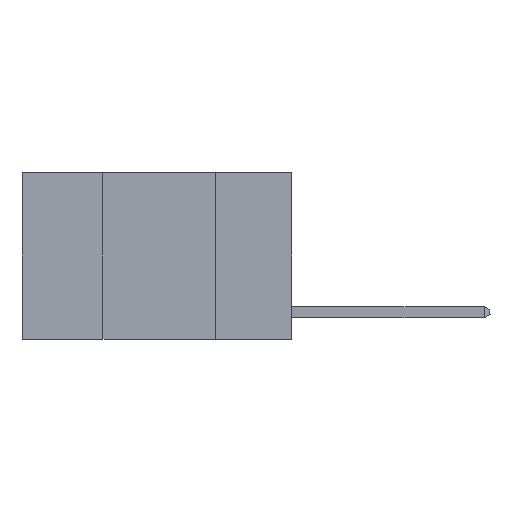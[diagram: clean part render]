
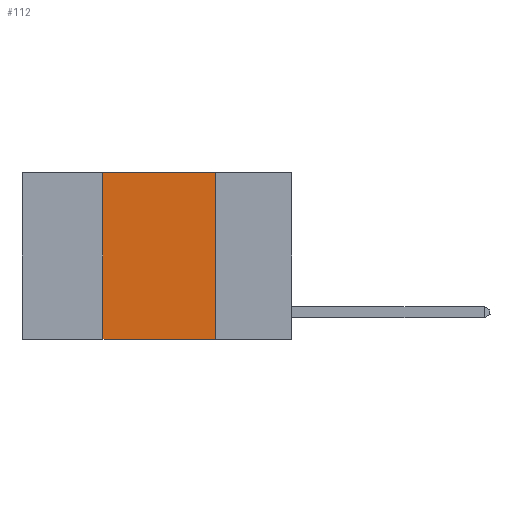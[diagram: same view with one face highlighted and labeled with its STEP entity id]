
A CAD part, left-side view. The second image highlights one B-rep face of the part: STEP entity #112.
In plain terms, the highlighted planar face has unit normal (-1, 0, 0).
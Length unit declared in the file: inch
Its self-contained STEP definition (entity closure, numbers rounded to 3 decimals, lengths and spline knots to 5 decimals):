
#112 = ADVANCED_FACE ( 'NONE', ( #6220 ), #4223, .F. ) ;
#194 = EDGE_CURVE ( 'NONE', #8565, #11600, #2306, .T. ) ;
#1228 = VECTOR ( 'NONE', #5815, 39.37008 ) ;
#1302 = CARTESIAN_POINT ( 'NONE',  ( 0., 0.17, 0. ) ) ;
#1332 = CARTESIAN_POINT ( 'NONE',  ( 0., 0.6, -0.37 ) ) ;
#1668 = AXIS2_PLACEMENT_3D ( 'NONE', #7530, #8421, #13172 ) ;
#1800 = CARTESIAN_POINT ( 'NONE',  ( 0., 0.42, 0. ) ) ;
#2306 = LINE ( 'NONE', #8911, #8461 ) ;
#2314 = CARTESIAN_POINT ( 'NONE',  ( 0., 0.42, -0.37 ) ) ;
#2456 = DIRECTION ( 'NONE',  ( 0., 0., -1. ) ) ;
#3595 = EDGE_CURVE ( 'NONE', #11600, #9631, #7806, .T. ) ;
#4223 = PLANE ( 'NONE',  #1668 ) ;
#4861 = CARTESIAN_POINT ( 'NONE',  ( 0., 0.17, -0.37 ) ) ;
#4996 = VECTOR ( 'NONE', #2456, 39.37008 ) ;
#5017 = ORIENTED_EDGE ( 'NONE', *, *, #9621, .T. ) ;
#5815 = DIRECTION ( 'NONE',  ( 0., -1., 0. ) ) ;
#6220 = FACE_OUTER_BOUND ( 'NONE', #9610, .T. ) ;
#6525 = ORIENTED_EDGE ( 'NONE', *, *, #12316, .F. ) ;
#6786 = DIRECTION ( 'NONE',  ( 0., -1., 0. ) ) ;
#7456 = DIRECTION ( 'NONE',  ( 0., 0., 1. ) ) ;
#7518 = LINE ( 'NONE', #1800, #11861 ) ;
#7530 = CARTESIAN_POINT ( 'NONE',  ( 0., 0.6, 0. ) ) ;
#7806 = LINE ( 'NONE', #9199, #4996 ) ;
#8404 = VERTEX_POINT ( 'NONE', #2314 ) ;
#8421 = DIRECTION ( 'NONE',  ( 1., 0., 0. ) ) ;
#8461 = VECTOR ( 'NONE', #6786, 39.37008 ) ;
#8565 = VERTEX_POINT ( 'NONE', #13915 ) ;
#8911 = CARTESIAN_POINT ( 'NONE',  ( 0., 0.6, 0. ) ) ;
#9157 = ORIENTED_EDGE ( 'NONE', *, *, #194, .F. ) ;
#9199 = CARTESIAN_POINT ( 'NONE',  ( 0., 0.17, 0. ) ) ;
#9610 = EDGE_LOOP ( 'NONE', ( #10843, #9157, #6525, #5017 ) ) ;
#9621 = EDGE_CURVE ( 'NONE', #8404, #9631, #11389, .T. ) ;
#9631 = VERTEX_POINT ( 'NONE', #4861 ) ;
#10843 = ORIENTED_EDGE ( 'NONE', *, *, #3595, .F. ) ;
#11389 = LINE ( 'NONE', #1332, #1228 ) ;
#11600 = VERTEX_POINT ( 'NONE', #1302 ) ;
#11861 = VECTOR ( 'NONE', #7456, 39.37008 ) ;
#12316 = EDGE_CURVE ( 'NONE', #8404, #8565, #7518, .T. ) ;
#13172 = DIRECTION ( 'NONE',  ( 0., 0., -1. ) ) ;
#13915 = CARTESIAN_POINT ( 'NONE',  ( 0., 0.42, 0. ) ) ;
